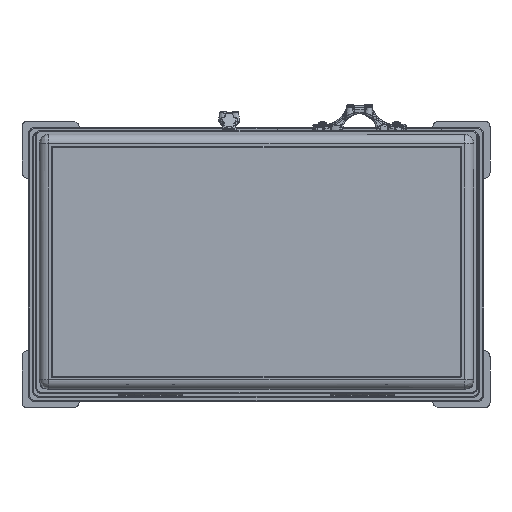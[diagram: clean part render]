
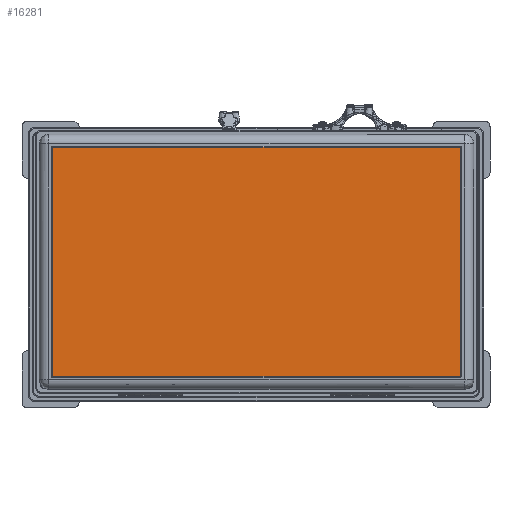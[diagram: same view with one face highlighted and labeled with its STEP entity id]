
A CAD part, front view. The second image highlights one B-rep face of the part: STEP entity #16281.
In plain terms, the highlighted free-form (B-spline) face has degree [1, 1] with [2, 2] control points.
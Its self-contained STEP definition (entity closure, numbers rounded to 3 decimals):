
#15894 = VERTEX_POINT('',#15895);
#15895 = CARTESIAN_POINT('',(-216.82,-231.483,
    131.602));
#15962 = VERTEX_POINT('',#15963);
#15963 = CARTESIAN_POINT('',(-216.82,-231.483,
    9.991));
#16030 = VERTEX_POINT('',#16031);
#16031 = CARTESIAN_POINT('',(-0.624,-231.483,
    131.602));
#16098 = EDGE_CURVE('',#15894,#16030,#16099,.T.);
#16099 = B_SPLINE_CURVE_WITH_KNOTS('',1,(#16100,#16101),.UNSPECIFIED.,
  .F.,.F.,(2,2),(-144.25,47.75),.PIECEWISE_BEZIER_KNOTS.);
#16100 = CARTESIAN_POINT('',(-216.82,-231.483,
    131.602));
#16101 = CARTESIAN_POINT('',(-0.624,-231.483,
    131.602));
#16120 = VERTEX_POINT('',#16121);
#16121 = CARTESIAN_POINT('',(-0.624,-231.483,
    9.991));
#16188 = EDGE_CURVE('',#16030,#16120,#16189,.T.);
#16189 = B_SPLINE_CURVE_WITH_KNOTS('',1,(#16190,#16191),.UNSPECIFIED.,
  .F.,.F.,(2,2),(-81.25,26.75),.PIECEWISE_BEZIER_KNOTS.);
#16190 = CARTESIAN_POINT('',(-0.624,-231.483,
    131.602));
#16191 = CARTESIAN_POINT('',(-0.624,-231.483,
    9.991));
#16210 = EDGE_CURVE('',#16120,#15962,#16211,.T.);
#16211 = B_SPLINE_CURVE_WITH_KNOTS('',1,(#16212,#16213),.UNSPECIFIED.,
  .F.,.F.,(2,2),(-144.25,47.75),.PIECEWISE_BEZIER_KNOTS.);
#16212 = CARTESIAN_POINT('',(-0.624,-231.483,
    9.991));
#16213 = CARTESIAN_POINT('',(-216.82,-231.483,
    9.991));
#16232 = EDGE_CURVE('',#15962,#15894,#16233,.T.);
#16233 = B_SPLINE_CURVE_WITH_KNOTS('',1,(#16234,#16235),.UNSPECIFIED.,
  .F.,.F.,(2,2),(-81.25,26.75),.PIECEWISE_BEZIER_KNOTS.);
#16234 = CARTESIAN_POINT('',(-216.82,-231.483,
    9.991));
#16235 = CARTESIAN_POINT('',(-216.82,-231.483,
    131.602));
#16281 = ADVANCED_FACE('',(#16282),#16288,.T.);
#16282 = FACE_BOUND('',#16283,.T.);
#16283 = EDGE_LOOP('',(#16284,#16285,#16286,#16287));
#16284 = ORIENTED_EDGE('',*,*,#16098,.F.);
#16285 = ORIENTED_EDGE('',*,*,#16232,.F.);
#16286 = ORIENTED_EDGE('',*,*,#16210,.F.);
#16287 = ORIENTED_EDGE('',*,*,#16188,.F.);
#16288 = B_SPLINE_SURFACE_WITH_KNOTS('',1,1,(
    (#16289,#16290)
    ,(#16291,#16292
    )),.UNSPECIFIED.,.F.,.F.,.F.,(2,2),(2,2),(-96.,96.),(-54.,54.),
  .PIECEWISE_BEZIER_KNOTS.);
#16289 = CARTESIAN_POINT('',(-216.82,-231.483,
    9.991));
#16290 = CARTESIAN_POINT('',(-216.82,-231.483,
    131.602));
#16291 = CARTESIAN_POINT('',(-0.624,-231.483,
    9.991));
#16292 = CARTESIAN_POINT('',(-0.624,-231.483,
    131.602));
